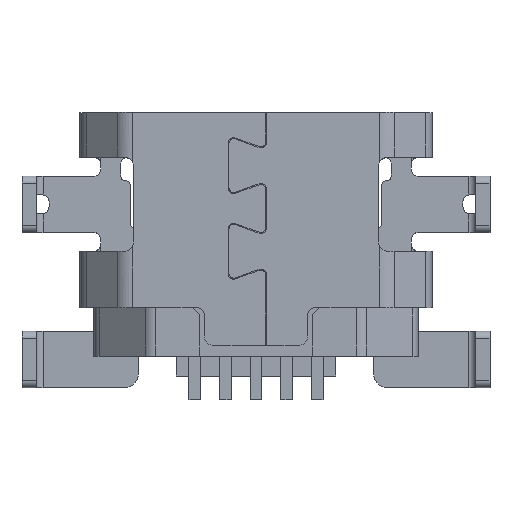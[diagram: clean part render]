
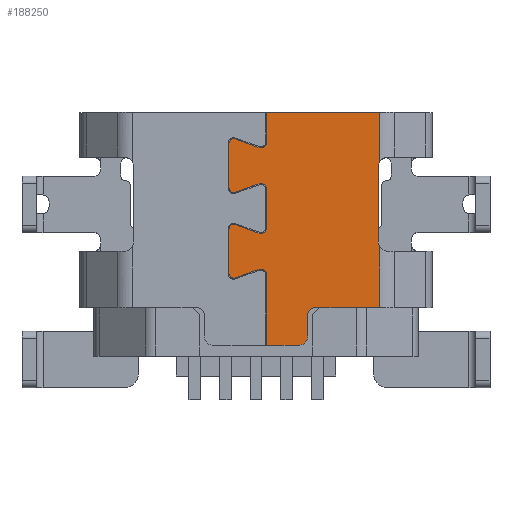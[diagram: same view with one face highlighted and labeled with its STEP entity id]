
A CAD part, top view. The second image highlights one B-rep face of the part: STEP entity #188250.
In plain terms, the highlighted planar face has unit normal (0, 0, 1).
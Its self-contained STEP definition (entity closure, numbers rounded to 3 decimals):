
#185650=CARTESIAN_POINT('',(2.6,4.1,1.235));
#185660=VERTEX_POINT('',#185650);
#185690=CARTESIAN_POINT('',(2.8,4.1,1.235));
#185700=DIRECTION('',(0.,0.,-1.));
#185710=DIRECTION('',(-1.,0.,0.));
#185720=AXIS2_PLACEMENT_3D('',#185690,#185700,#185710);
#185730=CIRCLE('',#185720,0.2);
#185740=CARTESIAN_POINT('',(2.629,4.204,1.235));
#185750=VERTEX_POINT('',#185740);
#185760=EDGE_CURVE('',#185660,#185750,#185730,.T.);
#185920=CARTESIAN_POINT('',(-2.806,-0.616,1.235));
#185930=DIRECTION('',(-0.,0.,1.));
#185940=DIRECTION('',(0.,-1.,0.));
#185950=AXIS2_PLACEMENT_3D('',#185920,#185930,#185940);
#185960=PLANE('',#185950);
#185970=CARTESIAN_POINT('',(0.225,2.325,1.235));
#185980=DIRECTION('',(0.,1.,0.));
#185990=VECTOR('',#185980,1.);
#186000=LINE('',#185970,#185990);
#186010=CARTESIAN_POINT('',(0.225,0.3,1.235));
#186020=VERTEX_POINT('',#186010);
#186030=CARTESIAN_POINT('',(0.225,1.801,1.235));
#186040=VERTEX_POINT('',#186030);
#186050=EDGE_CURVE('',#186020,#186040,#186000,.T.);
#186060=ORIENTED_EDGE('',*,*,#186050,.F.);
#186070=CARTESIAN_POINT('',(0.105,1.801,1.235));
#186080=DIRECTION('',(0.,0.,-1.));
#186090=DIRECTION('',(-0.341,0.94,0.));
#186100=AXIS2_PLACEMENT_3D('',#186070,#186080,#186090);
#186110=CIRCLE('',#186100,0.12);
#186120=CARTESIAN_POINT('',(0.064,1.914,1.235));
#186130=VERTEX_POINT('',#186120);
#186140=EDGE_CURVE('',#186130,#186040,#186110,.T.);
#186150=ORIENTED_EDGE('',*,*,#186140,.T.);
#186160=CARTESIAN_POINT('',(-0.441,1.731,1.235));
#186170=DIRECTION('',(0.94,0.341,-0.));
#186180=VECTOR('',#186170,0.537);
#186190=LINE('',#186160,#186180);
#186200=CARTESIAN_POINT('',(-0.441,1.731,1.235));
#186210=VERTEX_POINT('',#186200);
#186220=EDGE_CURVE('',#186210,#186130,#186190,.T.);
#186230=ORIENTED_EDGE('',*,*,#186220,.T.);
#186240=CARTESIAN_POINT('',(-0.475,1.825,1.235));
#186250=DIRECTION('',(0.,0.,1.));
#186260=DIRECTION('',(-1.,0.,0.));
#186270=AXIS2_PLACEMENT_3D('',#186240,#186250,#186260);
#186280=CIRCLE('',#186270,0.1);
#186290=CARTESIAN_POINT('',(-0.575,1.825,1.235));
#186300=VERTEX_POINT('',#186290);
#186310=EDGE_CURVE('',#186300,#186210,#186280,.T.);
#186320=ORIENTED_EDGE('',*,*,#186310,.T.);
#186330=CARTESIAN_POINT('',(-0.575,1.825,1.235));
#186340=DIRECTION('',(0.,1.,0.));
#186350=VECTOR('',#186340,0.948);
#186360=LINE('',#186330,#186350);
#186370=CARTESIAN_POINT('',(-0.575,2.773,1.235));
#186380=VERTEX_POINT('',#186370);
#186390=EDGE_CURVE('',#186300,#186380,#186360,.T.);
#186400=ORIENTED_EDGE('',*,*,#186390,.F.);
#186410=CARTESIAN_POINT('',(-0.475,2.773,1.235));
#186420=DIRECTION('',(0.,0.,1.));
#186430=DIRECTION('',(0.341,0.94,-0.));
#186440=AXIS2_PLACEMENT_3D('',#186410,#186420,#186430);
#186450=CIRCLE('',#186440,0.1);
#186460=CARTESIAN_POINT('',(-0.441,2.867,1.235));
#186470=VERTEX_POINT('',#186460);
#186480=EDGE_CURVE('',#186470,#186380,#186450,.T.);
#186490=ORIENTED_EDGE('',*,*,#186480,.T.);
#186500=CARTESIAN_POINT('',(0.064,2.684,1.235));
#186510=DIRECTION('',(-0.94,0.341,0.));
#186520=VECTOR('',#186510,0.537);
#186530=LINE('',#186500,#186520);
#186540=CARTESIAN_POINT('',(0.064,2.684,1.235));
#186550=VERTEX_POINT('',#186540);
#186560=EDGE_CURVE('',#186550,#186470,#186530,.T.);
#186570=ORIENTED_EDGE('',*,*,#186560,.T.);
#186580=CARTESIAN_POINT('',(0.105,2.797,1.235));
#186590=DIRECTION('',(0.,0.,-1.));
#186600=DIRECTION('',(1.,0.,-0.));
#186610=AXIS2_PLACEMENT_3D('',#186580,#186590,#186600);
#186620=CIRCLE('',#186610,0.12);
#186630=CARTESIAN_POINT('',(0.225,2.797,1.235));
#186640=VERTEX_POINT('',#186630);
#186650=EDGE_CURVE('',#186640,#186550,#186620,.T.);
#186660=ORIENTED_EDGE('',*,*,#186650,.T.);
#186670=CARTESIAN_POINT('',(0.225,2.797,1.235));
#186680=DIRECTION('',(0.,1.,0.));
#186690=VECTOR('',#186680,0.825);
#186700=LINE('',#186670,#186690);
#186710=CARTESIAN_POINT('',(0.225,3.621,1.235));
#186720=VERTEX_POINT('',#186710);
#186730=EDGE_CURVE('',#186640,#186720,#186700,.T.);
#186740=ORIENTED_EDGE('',*,*,#186730,.F.);
#186750=CARTESIAN_POINT('',(0.105,3.621,1.235));
#186760=DIRECTION('',(0.,0.,-1.));
#186770=DIRECTION('',(-0.341,0.94,0.));
#186780=AXIS2_PLACEMENT_3D('',#186750,#186760,#186770);
#186790=CIRCLE('',#186780,0.12);
#186800=CARTESIAN_POINT('',(0.064,3.734,1.235));
#186810=VERTEX_POINT('',#186800);
#186820=EDGE_CURVE('',#186810,#186720,#186790,.T.);
#186830=ORIENTED_EDGE('',*,*,#186820,.T.);
#186840=CARTESIAN_POINT('',(-0.441,3.551,1.235));
#186850=DIRECTION('',(0.94,0.341,-0.));
#186860=VECTOR('',#186850,0.537);
#186870=LINE('',#186840,#186860);
#186880=CARTESIAN_POINT('',(-0.441,3.551,1.235));
#186890=VERTEX_POINT('',#186880);
#186900=EDGE_CURVE('',#186890,#186810,#186870,.T.);
#186910=ORIENTED_EDGE('',*,*,#186900,.T.);
#186920=CARTESIAN_POINT('',(-0.475,3.645,1.235));
#186930=DIRECTION('',(0.,0.,1.));
#186940=DIRECTION('',(-1.,0.,0.));
#186950=AXIS2_PLACEMENT_3D('',#186920,#186930,#186940);
#186960=CIRCLE('',#186950,0.1);
#186970=CARTESIAN_POINT('',(-0.575,3.645,1.235));
#186980=VERTEX_POINT('',#186970);
#186990=EDGE_CURVE('',#186980,#186890,#186960,.T.);
#187000=ORIENTED_EDGE('',*,*,#186990,.T.);
#187010=CARTESIAN_POINT('',(-0.575,3.645,1.235));
#187020=DIRECTION('',(0.,1.,0.));
#187030=VECTOR('',#187020,0.948);
#187040=LINE('',#187010,#187030);
#187050=CARTESIAN_POINT('',(-0.575,4.593,1.235));
#187060=VERTEX_POINT('',#187050);
#187070=EDGE_CURVE('',#186980,#187060,#187040,.T.);
#187080=ORIENTED_EDGE('',*,*,#187070,.F.);
#187090=CARTESIAN_POINT('',(-0.475,4.593,1.235));
#187100=DIRECTION('',(0.,0.,1.));
#187110=DIRECTION('',(0.341,0.94,-0.));
#187120=AXIS2_PLACEMENT_3D('',#187090,#187100,#187110);
#187130=CIRCLE('',#187120,0.1);
#187140=CARTESIAN_POINT('',(-0.441,4.687,1.235));
#187150=VERTEX_POINT('',#187140);
#187160=EDGE_CURVE('',#187150,#187060,#187130,.T.);
#187170=ORIENTED_EDGE('',*,*,#187160,.T.);
#187180=CARTESIAN_POINT('',(0.064,4.504,1.235));
#187190=DIRECTION('',(-0.94,0.341,0.));
#187200=VECTOR('',#187190,0.537);
#187210=LINE('',#187180,#187200);
#187220=CARTESIAN_POINT('',(0.064,4.504,1.235));
#187230=VERTEX_POINT('',#187220);
#187240=EDGE_CURVE('',#187230,#187150,#187210,.T.);
#187250=ORIENTED_EDGE('',*,*,#187240,.T.);
#187260=CARTESIAN_POINT('',(0.105,4.617,1.235));
#187270=DIRECTION('',(0.,0.,-1.));
#187280=DIRECTION('',(1.,0.,-0.));
#187290=AXIS2_PLACEMENT_3D('',#187260,#187270,#187280);
#187300=CIRCLE('',#187290,0.12);
#187310=CARTESIAN_POINT('',(0.225,4.617,1.235));
#187320=VERTEX_POINT('',#187310);
#187330=EDGE_CURVE('',#187320,#187230,#187300,.T.);
#187340=ORIENTED_EDGE('',*,*,#187330,.T.);
#187350=CARTESIAN_POINT('',(0.225,5.25,1.235));
#187360=DIRECTION('',(0.,-1.,0.));
#187370=VECTOR('',#187360,0.633);
#187380=LINE('',#187350,#187370);
#187390=CARTESIAN_POINT('',(0.225,5.25,1.235));
#187400=VERTEX_POINT('',#187390);
#187410=EDGE_CURVE('',#187400,#187320,#187380,.T.);
#187420=ORIENTED_EDGE('',*,*,#187410,.T.);
#187430=CARTESIAN_POINT('',(2.629,5.25,1.235));
#187440=DIRECTION('',(-1.,0.,0.));
#187450=VECTOR('',#187440,2.404);
#187460=LINE('',#187430,#187450);
#187470=CARTESIAN_POINT('',(2.629,5.25,1.235));
#187480=VERTEX_POINT('',#187470);
#187490=EDGE_CURVE('',#187480,#187400,#187460,.T.);
#187500=ORIENTED_EDGE('',*,*,#187490,.T.);
#187510=CARTESIAN_POINT('',(2.629,5.25,1.235));
#187520=DIRECTION('',(0.,-1.,0.));
#187530=VECTOR('',#187520,1.046);
#187540=LINE('',#187510,#187530);
#187550=EDGE_CURVE('',#187480,#185750,#187540,.T.);
#187560=ORIENTED_EDGE('',*,*,#187550,.F.);
#187570=ORIENTED_EDGE('',*,*,#185760,.T.);
#187580=CARTESIAN_POINT('',(2.6,2.5,1.235));
#187590=DIRECTION('',(0.,1.,0.));
#187600=VECTOR('',#187590,1.6);
#187610=LINE('',#187580,#187600);
#187620=CARTESIAN_POINT('',(2.6,2.5,1.235));
#187630=VERTEX_POINT('',#187620);
#187640=EDGE_CURVE('',#187630,#185660,#187610,.T.);
#187650=ORIENTED_EDGE('',*,*,#187640,.T.);
#187660=CARTESIAN_POINT('',(2.8,2.5,1.235));
#187670=DIRECTION('',(0.,0.,-1.));
#187680=DIRECTION('',(-0.855,-0.519,0.));
#187690=AXIS2_PLACEMENT_3D('',#187660,#187670,#187680);
#187700=CIRCLE('',#187690,0.2);
#187710=CARTESIAN_POINT('',(2.629,2.396,1.235));
#187720=VERTEX_POINT('',#187710);
#187730=EDGE_CURVE('',#187720,#187630,#187700,.T.);
#187740=ORIENTED_EDGE('',*,*,#187730,.T.);
#187750=CARTESIAN_POINT('',(2.629,2.396,1.235));
#187760=DIRECTION('',(0.,-1.,0.));
#187770=VECTOR('',#187760,1.296);
#187780=LINE('',#187750,#187770);
#187790=CARTESIAN_POINT('',(2.629,1.1,1.235));
#187800=VERTEX_POINT('',#187790);
#187810=EDGE_CURVE('',#187720,#187800,#187780,.T.);
#187820=ORIENTED_EDGE('',*,*,#187810,.F.);
#187830=CARTESIAN_POINT('',(1.25,1.1,1.235));
#187840=DIRECTION('',(1.,-0.,0.));
#187850=VECTOR('',#187840,1.379);
#187860=LINE('',#187830,#187850);
#187870=CARTESIAN_POINT('',(1.25,1.1,1.235));
#187880=VERTEX_POINT('',#187870);
#187890=EDGE_CURVE('',#187880,#187800,#187860,.T.);
#187900=ORIENTED_EDGE('',*,*,#187890,.T.);
#187910=CARTESIAN_POINT('',(1.25,0.95,1.235));
#187920=DIRECTION('',(0.,0.,-1.));
#187930=DIRECTION('',(-1.,0.,0.));
#187940=AXIS2_PLACEMENT_3D('',#187910,#187920,#187930);
#187950=CIRCLE('',#187940,0.15);
#187960=CARTESIAN_POINT('',(1.1,0.95,1.235));
#187970=VERTEX_POINT('',#187960);
#187980=EDGE_CURVE('',#187970,#187880,#187950,.T.);
#187990=ORIENTED_EDGE('',*,*,#187980,.T.);
#188000=CARTESIAN_POINT('',(1.1,0.5,1.235));
#188010=DIRECTION('',(0.,1.,0.));
#188020=VECTOR('',#188010,0.45);
#188030=LINE('',#188000,#188020);
#188040=CARTESIAN_POINT('',(1.1,0.5,1.235));
#188050=VERTEX_POINT('',#188040);
#188060=EDGE_CURVE('',#188050,#187970,#188030,.T.);
#188070=ORIENTED_EDGE('',*,*,#188060,.T.);
#188080=CARTESIAN_POINT('',(0.9,0.5,1.235));
#188090=DIRECTION('',(0.,0.,1.));
#188100=DIRECTION('',(0.,-1.,0.));
#188110=AXIS2_PLACEMENT_3D('',#188080,#188090,#188100);
#188120=CIRCLE('',#188110,0.2);
#188130=CARTESIAN_POINT('',(0.9,0.3,1.235));
#188140=VERTEX_POINT('',#188130);
#188150=EDGE_CURVE('',#188140,#188050,#188120,.T.);
#188160=ORIENTED_EDGE('',*,*,#188150,.T.);
#188170=CARTESIAN_POINT('',(0.,0.3,1.235));
#188180=DIRECTION('',(-1.,0.,0.));
#188190=VECTOR('',#188180,1.);
#188200=LINE('',#188170,#188190);
#188210=EDGE_CURVE('',#188140,#186020,#188200,.T.);
#188220=ORIENTED_EDGE('',*,*,#188210,.F.);
#188230=EDGE_LOOP('',(#188220,#188160,#188070,#187990,#187900,#187820,
#187740,#187650,#187570,#187560,#187500,#187420,#187340,#187250,#187170,
#187080,#187000,#186910,#186830,#186740,#186660,#186570,#186490,#186400,
#186320,#186230,#186150,#186060));
#188240=FACE_OUTER_BOUND('',#188230,.T.);
#188250=ADVANCED_FACE('',(#188240),#185960,.T.);
